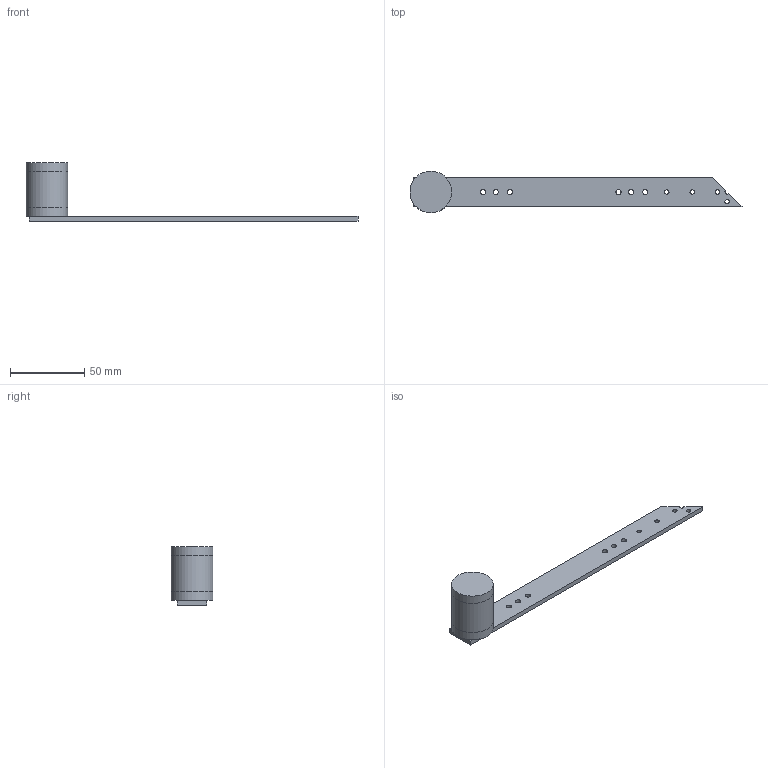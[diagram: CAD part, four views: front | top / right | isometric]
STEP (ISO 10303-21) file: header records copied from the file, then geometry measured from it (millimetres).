
FILE_DESCRIPTION(('Open CASCADE Model'),'2;1');
FILE_NAME('Open CASCADE Shape Model','2011-01-01T12:28:23',('Author'),( 'Open CASCADE'),'Open CASCADE STEP processor 6.2','Open CASCADE 6.2' ,'Unknown');
FILE_SCHEMA(('AUTOMOTIVE_DESIGN { 1 0 10303 214 1 1 1 1 }'));
Length unit declared in the file: millimetre
Products named in the file (9): PCB; Board; Free-Models; 555235744; Cylinder; 807800480; 807787488
Assembly tree (8 placements, depth 4):
  PCB
    Board
    Free-Models
      555235744
        Cylinder
      807800480
        Cylinder
      807787488
        Cylinder
Bounding box: 223.11 x 28 x 39.3 mm (x, y, z)
Volume: 35529.6 mm3; surface area: 17116.4 mm2
Topology: 4 solids, 4 shells, 45 faces, 111 edges, 74 vertices
Faces by surface type: plane 25, cylinder 20
Full cylindrical faces by diameter (mm): 2.9 x8, 3 x2, 3.5 x6, 7 x1, 28 x3
Entity records: 3161 total; most frequent: CARTESIAN_POINT 707, DIRECTION 435, LINE 247, VECTOR 247, ORIENTED_EDGE 222, PCURVE 222, DEFINITIONAL_REPRESENTATION 222, EDGE_CURVE 111
